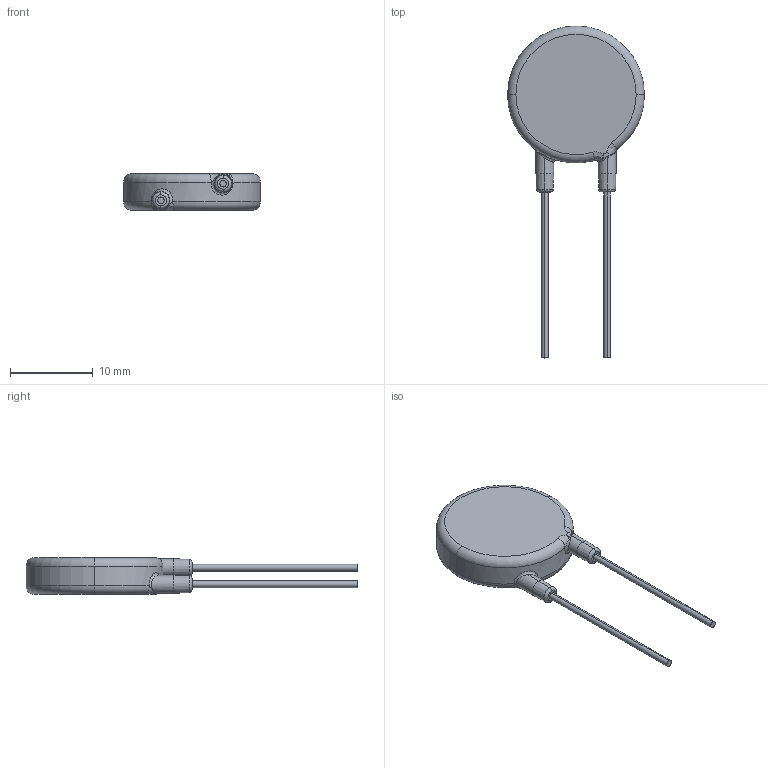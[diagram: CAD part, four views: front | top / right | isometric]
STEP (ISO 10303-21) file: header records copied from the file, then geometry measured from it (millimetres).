
FILE_DESCRIPTION (( 'STEP AP214' ), '1' );
FILE_NAME ('MOV-14D151K.STEP', '2022-06-29T21:44:26', ( '' ), ( '' ), 'SwSTEP 2.0', 'SolidWorks 2017', '' );
FILE_SCHEMA (( 'AUTOMOTIVE_DESIGN' ));
Length unit declared in the file: millimetre
Products named in the file (1): MOV-14D151K
Bounding box: 16.5 x 40 x 4.4 mm (x, y, z)
Volume: 971.2 mm3; surface area: 768.2 mm2
Topology: 3 solids, 3 shells, 44 faces, 94 edges, 54 vertices
Faces by surface type: bspline 12, torus 10, cylinder 10, plane 8, cone 4
Entity records: 2297 total; most frequent: CARTESIAN_POINT 1368, ORIENTED_EDGE 184, DIRECTION 180, EDGE_CURVE 92, AXIS2_PLACEMENT_3D 83, VERTEX_POINT 54, CIRCLE 50, FACE_OUTER_BOUND 44
